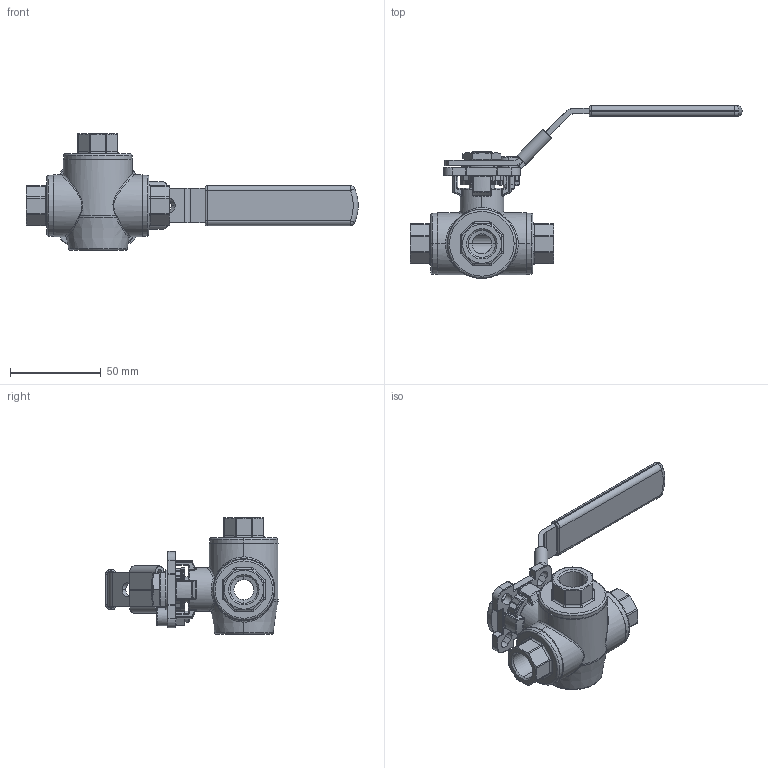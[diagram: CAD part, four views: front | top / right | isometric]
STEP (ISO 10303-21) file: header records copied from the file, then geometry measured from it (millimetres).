
FILE_DESCRIPTION (( 'STEP AP214' ), '1' );
FILE_NAME ('3W-038-00T-4 3-Wege-Kugelhahn 1803.STEP', '2018-03-19T09:14:36', ( '' ), ( '' ), 'SwSTEP 2.0', 'SolidWorks 2016', '' );
FILE_SCHEMA (( 'AUTOMOTIVE_DESIGN' ));
Length unit declared in the file: millimetre
Products named in the file (1): 3W-038-00T-4 3-Wege-Kugelhahn 1803
Bounding box: 182.43 x 95 x 64 mm (x, y, z)
Volume: 109769.1 mm3; surface area: 34437.8 mm2
Topology: 1 solids, 1 shells, 1270 faces, 3154 edges, 1889 vertices
Faces by surface type: plane 399, cylinder 346, bspline 233, torus 174, cone 62, sphere 56
Entity records: 53858 total; most frequent: CARTESIAN_POINT 21769, ORIENTED_EDGE 6220, DIRECTION 5600, EDGE_CURVE 3110, AXIS2_PLACEMENT_3D 2087, VERTEX_POINT 1887, VECTOR 1426, LINE 1426
